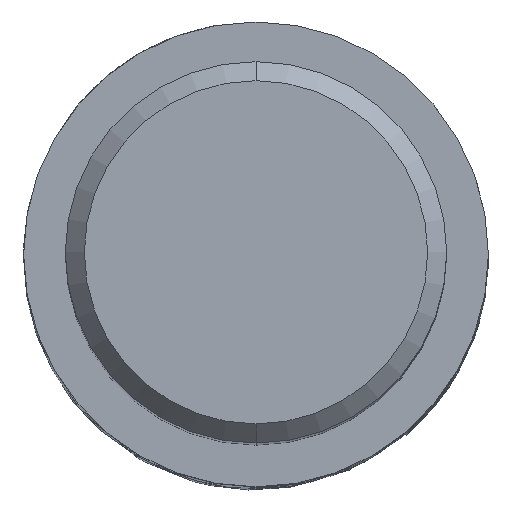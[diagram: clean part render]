
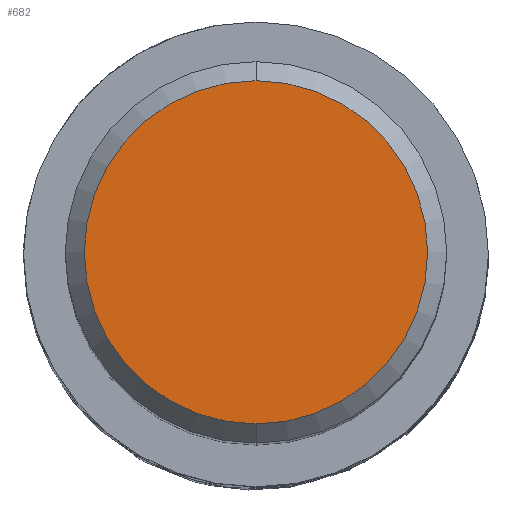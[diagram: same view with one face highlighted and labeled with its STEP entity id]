
A CAD part, top view. The second image highlights one B-rep face of the part: STEP entity #682.
In plain terms, the highlighted planar face has unit normal (0, 0, 1).
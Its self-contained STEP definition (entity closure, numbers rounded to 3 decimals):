
#444=EDGE_CURVE('',#552,#680,#990,.T.);
#450=EDGE_CURVE('',#680,#552,#996,.T.);
#552=VERTEX_POINT('',#1107);
#680=VERTEX_POINT('',#1242);
#682=ADVANCED_FACE('',(#1244),#1245,.T.);
#990=CIRCLE('',#2687,7.2);
#996=CIRCLE('',#2705,7.2);
#1107=CARTESIAN_POINT('',(0.,-7.2,0.0));
#1242=CARTESIAN_POINT('',(0.0,7.2,0.0));
#1244=FACE_OUTER_BOUND('',#3632,.T.);
#1245=PLANE('',#3633);
#2687=AXIS2_PLACEMENT_3D('',#6544,#6545,#6546);
#2705=AXIS2_PLACEMENT_3D('',#6550,#6551,#6552);
#3632=EDGE_LOOP('',(#6769,#6770));
#3633=AXIS2_PLACEMENT_3D('',#6771,#6772,#6773);
#6544=CARTESIAN_POINT('',(0.0,0.0,0.0));
#6545=DIRECTION('',(0.0,0.0,-1.0));
#6546=DIRECTION('',(0.0,1.0,0.0));
#6550=CARTESIAN_POINT('',(0.0,0.0,0.0));
#6551=DIRECTION('',(0.0,0.0,-1.0));
#6552=DIRECTION('',(0.0,1.0,0.0));
#6769=ORIENTED_EDGE('',*,*,#450,.F.);
#6770=ORIENTED_EDGE('',*,*,#444,.F.);
#6771=CARTESIAN_POINT('',(0.0,3.6,0.0));
#6772=DIRECTION('',(-0.0,0.0,1.0));
#6773=DIRECTION('',(0.0,-1.0,0.0));
